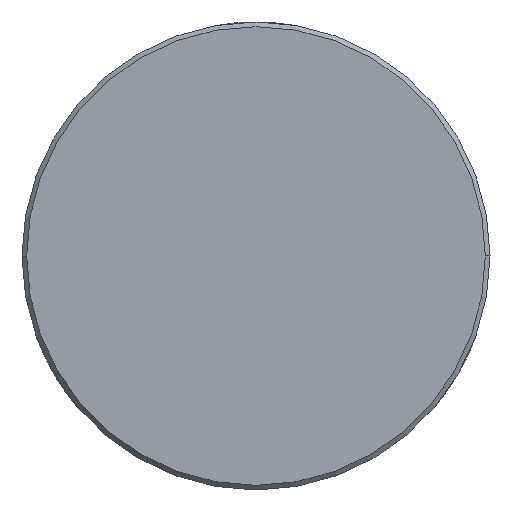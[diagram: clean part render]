
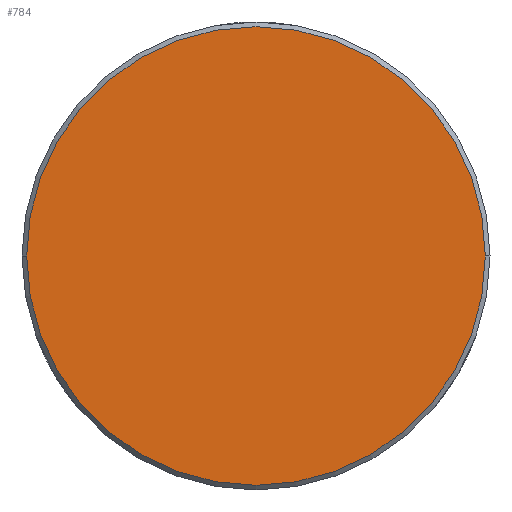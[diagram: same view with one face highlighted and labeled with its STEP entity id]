
A CAD part, left-side view. The second image highlights one B-rep face of the part: STEP entity #784.
In plain terms, the highlighted planar face has unit normal (-1, 0, 0).
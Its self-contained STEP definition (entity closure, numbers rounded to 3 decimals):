
#18 = AXIS2_PLACEMENT_3D ( 'NONE', #517, #427, #781 ) ;
#52 = EDGE_LOOP ( 'NONE', ( #460, #710 ) ) ;
#97 = CARTESIAN_POINT ( 'NONE',  ( -167.7, 0., 0. ) ) ;
#258 = CARTESIAN_POINT ( 'NONE',  ( -167.7, -14.876, 14.876 ) ) ;
#273 = EDGE_CURVE ( 'NONE', #673, #996, #357, .T. ) ;
#343 = DIRECTION ( 'NONE',  ( 0., 0., -1. ) ) ;
#357 = CIRCLE ( 'NONE', #18, 14.7 ) ;
#392 = CIRCLE ( 'NONE', #769, 14.7 ) ;
#427 = DIRECTION ( 'NONE',  ( -1., 0., 0. ) ) ;
#438 = DIRECTION ( 'NONE',  ( -1., 0., 0. ) ) ;
#460 = ORIENTED_EDGE ( 'NONE', *, *, #888, .T. ) ;
#471 = FACE_OUTER_BOUND ( 'NONE', #52, .T. ) ;
#517 = CARTESIAN_POINT ( 'NONE',  ( -167.7, 0., 0. ) ) ;
#589 = CARTESIAN_POINT ( 'NONE',  ( -167.7, -14.7, 0. ) ) ;
#673 = VERTEX_POINT ( 'NONE', #589 ) ;
#710 = ORIENTED_EDGE ( 'NONE', *, *, #273, .T. ) ;
#758 = PLANE ( 'NONE',  #803 ) ;
#769 = AXIS2_PLACEMENT_3D ( 'NONE', #97, #438, #785 ) ;
#781 = DIRECTION ( 'NONE',  ( 0., 1., 0. ) ) ;
#784 = ADVANCED_FACE ( 'NONE', ( #471 ), #758, .F. ) ;
#785 = DIRECTION ( 'NONE',  ( 0., 1., 0. ) ) ;
#803 = AXIS2_PLACEMENT_3D ( 'NONE', #258, #1005, #343 ) ;
#888 = EDGE_CURVE ( 'NONE', #996, #673, #392, .T. ) ;
#956 = CARTESIAN_POINT ( 'NONE',  ( -167.7, 14.7, 0. ) ) ;
#996 = VERTEX_POINT ( 'NONE', #956 ) ;
#1005 = DIRECTION ( 'NONE',  ( 1., 0., 0. ) ) ;
